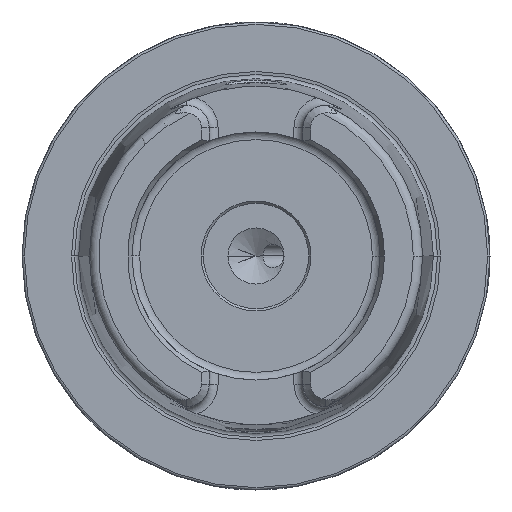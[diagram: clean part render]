
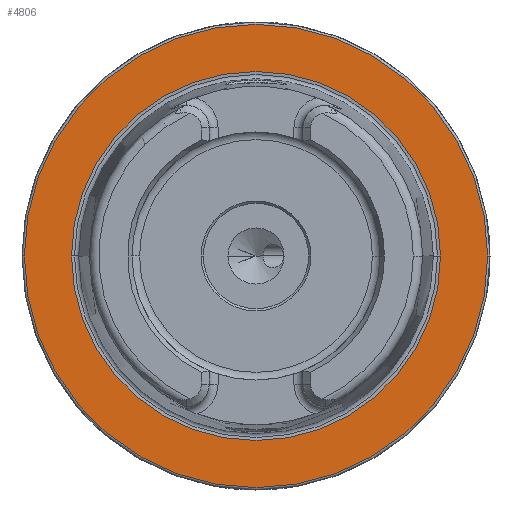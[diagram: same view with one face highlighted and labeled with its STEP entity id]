
A CAD part, left-side view. The second image highlights one B-rep face of the part: STEP entity #4806.
In plain terms, the highlighted planar face has unit normal (-1, 0, 0).
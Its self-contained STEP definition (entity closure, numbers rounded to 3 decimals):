
#119 = VERTEX_POINT ( 'NONE', #12295 ) ;
#227 = CARTESIAN_POINT ( 'NONE',  ( 0., 0., 0. ) ) ;
#514 = DIRECTION ( 'NONE',  ( -1., 0., 0. ) ) ;
#1340 = VERTEX_POINT ( 'NONE', #8851 ) ;
#1509 = AXIS2_PLACEMENT_3D ( 'NONE', #227, #16986, #8680 ) ;
#1644 = AXIS2_PLACEMENT_3D ( 'NONE', #13277, #16272, #12075 ) ;
#1964 = ORIENTED_EDGE ( 'NONE', *, *, #11596, .F. ) ;
#2162 = CIRCLE ( 'NONE', #1509, 49.5 ) ;
#3146 = EDGE_CURVE ( 'NONE', #1340, #3330, #13602, .T. ) ;
#3330 = VERTEX_POINT ( 'NONE', #14229 ) ;
#3969 = DIRECTION ( 'NONE',  ( -1., 0., 0. ) ) ;
#4203 = FACE_OUTER_BOUND ( 'NONE', #7213, .T. ) ;
#4754 = ORIENTED_EDGE ( 'NONE', *, *, #14169, .F. ) ;
#4806 = ADVANCED_FACE ( 'NONE', ( #5526, #4203 ), #5117, .F. ) ;
#4821 = CIRCLE ( 'NONE', #7436, 39.414 ) ;
#5117 = PLANE ( 'NONE',  #10090 ) ;
#5526 = FACE_BOUND ( 'NONE', #17946, .T. ) ;
#6218 = CARTESIAN_POINT ( 'NONE',  ( 0., 0., 0. ) ) ;
#6507 = ORIENTED_EDGE ( 'NONE', *, *, #8152, .T. ) ;
#6719 = DIRECTION ( 'NONE',  ( 1., 0., 0. ) ) ;
#7213 = EDGE_LOOP ( 'NONE', ( #10239, #6507 ) ) ;
#7436 = AXIS2_PLACEMENT_3D ( 'NONE', #13443, #3969, #8261 ) ;
#8152 = EDGE_CURVE ( 'NONE', #3330, #1340, #2162, .T. ) ;
#8261 = DIRECTION ( 'NONE',  ( 0., -1., 0. ) ) ;
#8680 = DIRECTION ( 'NONE',  ( 0., -1., 0. ) ) ;
#8851 = CARTESIAN_POINT ( 'NONE',  ( 0., -49.5, 0. ) ) ;
#10090 = AXIS2_PLACEMENT_3D ( 'NONE', #13537, #6719, #14791 ) ;
#10239 = ORIENTED_EDGE ( 'NONE', *, *, #3146, .T. ) ;
#10384 = DIRECTION ( 'NONE',  ( 0., -1., 0. ) ) ;
#11596 = EDGE_CURVE ( 'NONE', #12398, #119, #4821, .T. ) ;
#12075 = DIRECTION ( 'NONE',  ( 0., -1., 0. ) ) ;
#12295 = CARTESIAN_POINT ( 'NONE',  ( 0., -39.414, 0. ) ) ;
#12398 = VERTEX_POINT ( 'NONE', #12918 ) ;
#12918 = CARTESIAN_POINT ( 'NONE',  ( 0., 39.414, 0. ) ) ;
#13277 = CARTESIAN_POINT ( 'NONE',  ( 0., 0., 0. ) ) ;
#13443 = CARTESIAN_POINT ( 'NONE',  ( 0., 0., 0. ) ) ;
#13537 = CARTESIAN_POINT ( 'NONE',  ( 0., 49.5, 0. ) ) ;
#13602 = CIRCLE ( 'NONE', #1644, 49.5 ) ;
#14169 = EDGE_CURVE ( 'NONE', #119, #12398, #15415, .T. ) ;
#14229 = CARTESIAN_POINT ( 'NONE',  ( 0., 49.5, 0. ) ) ;
#14791 = DIRECTION ( 'NONE',  ( 0., 1., 0. ) ) ;
#15298 = AXIS2_PLACEMENT_3D ( 'NONE', #6218, #514, #10384 ) ;
#15415 = CIRCLE ( 'NONE', #15298, 39.414 ) ;
#16272 = DIRECTION ( 'NONE',  ( -1., 0., 0. ) ) ;
#16986 = DIRECTION ( 'NONE',  ( -1., 0., 0. ) ) ;
#17946 = EDGE_LOOP ( 'NONE', ( #4754, #1964 ) ) ;
